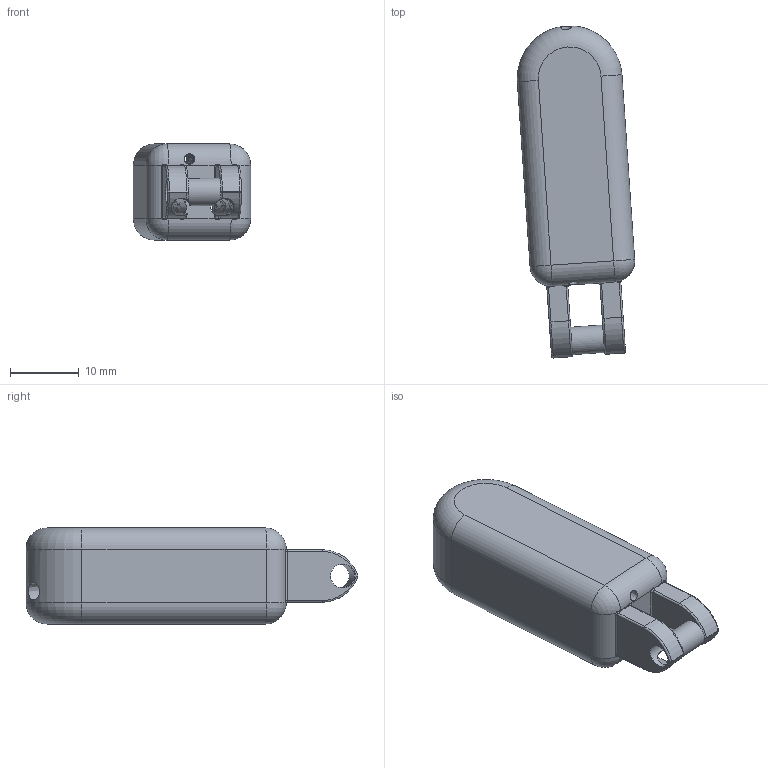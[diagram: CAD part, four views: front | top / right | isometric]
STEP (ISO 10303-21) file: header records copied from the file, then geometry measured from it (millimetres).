
FILE_DESCRIPTION(/* description */ ('STEP AP242 Edition 2','CAx-IF Rec.Pracs.---Representation and Presentation of Product Manufacturing Information (PMI)---4.0---2014-10-13','CAx-IF Rec.Pracs.---3D Tessellated Geometry---0.4---2014-09-14','2;1','CAx-IF Rec.Pracs.---User Defined Attributes---1.5---2016-08-15'),/* implementation_level */ '2;1');
FILE_NAME(/* name */ '6926a71a630f6ec4547a5442',/* time_stamp */ '2025-11-26T07:07:06Z',/* author */ (''),/* organization */ (''),/* preprocessor_version */ 'ST-DEVELOPER v20',/* originating_system */ 'ONSHAPE BY PTC INC, 1.207',/* authorisation */ ' ');
FILE_SCHEMA (('AP242_MANAGED_MODEL_BASED_3D_ENGINEERING_MIM_LF { 1 0 10303 442 3 1 4 }'));
Length unit declared in the file: metre
Products named in the file (1): Pinky3
Bounding box: 17.06 x 48.29 x 13.97 mm (x, y, z)
Volume: 7046.1 mm3; surface area: 3486.6 mm2
Topology: 1 solids, 1 shells, 94 faces, 243 edges, 139 vertices
Faces by surface type: cylinder 38, plane 25, torus 16, bspline 9, sphere 6
Full cylindrical faces by diameter (mm): 3.454 x1, 4 x1
Entity records: 3064 total; most frequent: CARTESIAN_POINT 869, ORIENTED_EDGE 466, DIRECTION 445, EDGE_CURVE 233, AXIS2_PLACEMENT_3D 184, VERTEX_POINT 138, EDGE_LOOP 105, FACE_BOUND 105
